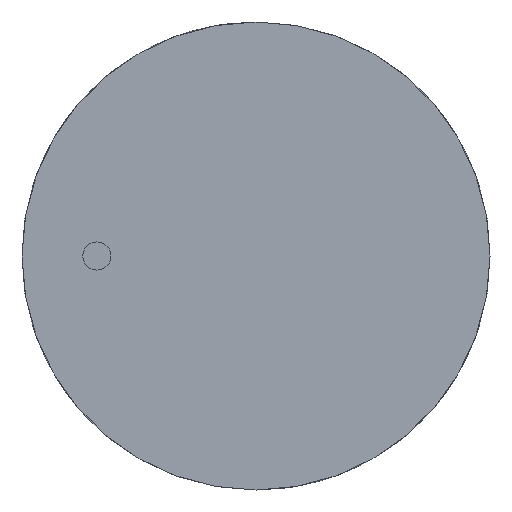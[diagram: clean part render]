
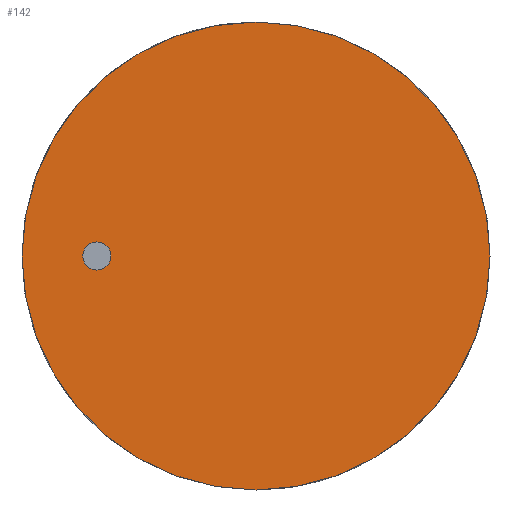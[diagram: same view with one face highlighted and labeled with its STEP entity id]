
A CAD part, front view. The second image highlights one B-rep face of the part: STEP entity #142.
In plain terms, the highlighted planar face has unit normal (0, -1, 0).
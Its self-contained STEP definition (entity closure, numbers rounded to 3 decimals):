
#8 = CARTESIAN_POINT ( 'NONE',  ( 0., 0., -25. ) ) ;
#10 = AXIS2_PLACEMENT_3D ( 'NONE', #215, #284, #158 ) ;
#33 = PLANE ( 'NONE',  #204 ) ;
#41 = VERTEX_POINT ( 'NONE', #129 ) ;
#42 = EDGE_CURVE ( 'NONE', #41, #68, #152, .T. ) ;
#43 = FACE_BOUND ( 'NONE', #186, .T. ) ;
#59 = DIRECTION ( 'NONE',  ( 0., -1., 0. ) ) ;
#68 = VERTEX_POINT ( 'NONE', #8 ) ;
#76 = DIRECTION ( 'NONE',  ( 0., 0., -1. ) ) ;
#88 = DIRECTION ( 'NONE',  ( 0., -1., 0. ) ) ;
#89 = VERTEX_POINT ( 'NONE', #134 ) ;
#96 = ORIENTED_EDGE ( 'NONE', *, *, #310, .T. ) ;
#111 = ORIENTED_EDGE ( 'NONE', *, *, #155, .F. ) ;
#115 = AXIS2_PLACEMENT_3D ( 'NONE', #228, #173, #170 ) ;
#129 = CARTESIAN_POINT ( 'NONE',  ( 0., 0., 25. ) ) ;
#132 = EDGE_CURVE ( 'NONE', #89, #165, #269, .T. ) ;
#134 = CARTESIAN_POINT ( 'NONE',  ( -17., 0., -1.5 ) ) ;
#135 = CARTESIAN_POINT ( 'NONE',  ( -17., 0., 0. ) ) ;
#142 = ADVANCED_FACE ( 'NONE', ( #43, #259 ), #33, .T. ) ;
#152 = CIRCLE ( 'NONE', #303, 25. ) ;
#155 = EDGE_CURVE ( 'NONE', #165, #89, #183, .T. ) ;
#158 = DIRECTION ( 'NONE',  ( 0., 0., -1. ) ) ;
#165 = VERTEX_POINT ( 'NONE', #288 ) ;
#168 = DIRECTION ( 'NONE',  ( 0., -1., 0. ) ) ;
#170 = DIRECTION ( 'NONE',  ( 0., 0., -1. ) ) ;
#173 = DIRECTION ( 'NONE',  ( 0., -1., 0. ) ) ;
#177 = CIRCLE ( 'NONE', #115, 25. ) ;
#183 = CIRCLE ( 'NONE', #308, 1.5 ) ;
#186 = EDGE_LOOP ( 'NONE', ( #260, #111 ) ) ;
#192 = DIRECTION ( 'NONE',  ( 0., 0., -1. ) ) ;
#204 = AXIS2_PLACEMENT_3D ( 'NONE', #237, #88, #292 ) ;
#215 = CARTESIAN_POINT ( 'NONE',  ( -17., 0., 0. ) ) ;
#228 = CARTESIAN_POINT ( 'NONE',  ( 0., 0., 0. ) ) ;
#237 = CARTESIAN_POINT ( 'NONE',  ( 25., 0., 0. ) ) ;
#259 = FACE_OUTER_BOUND ( 'NONE', #324, .T. ) ;
#260 = ORIENTED_EDGE ( 'NONE', *, *, #132, .F. ) ;
#269 = CIRCLE ( 'NONE', #10, 1.5 ) ;
#284 = DIRECTION ( 'NONE',  ( 0., -1., 0. ) ) ;
#288 = CARTESIAN_POINT ( 'NONE',  ( -17., 0., 1.5 ) ) ;
#289 = ORIENTED_EDGE ( 'NONE', *, *, #42, .T. ) ;
#292 = DIRECTION ( 'NONE',  ( 0., 0., -1. ) ) ;
#303 = AXIS2_PLACEMENT_3D ( 'NONE', #309, #59, #76 ) ;
#308 = AXIS2_PLACEMENT_3D ( 'NONE', #135, #168, #192 ) ;
#309 = CARTESIAN_POINT ( 'NONE',  ( 0., 0., 0. ) ) ;
#310 = EDGE_CURVE ( 'NONE', #68, #41, #177, .T. ) ;
#324 = EDGE_LOOP ( 'NONE', ( #96, #289 ) ) ;
